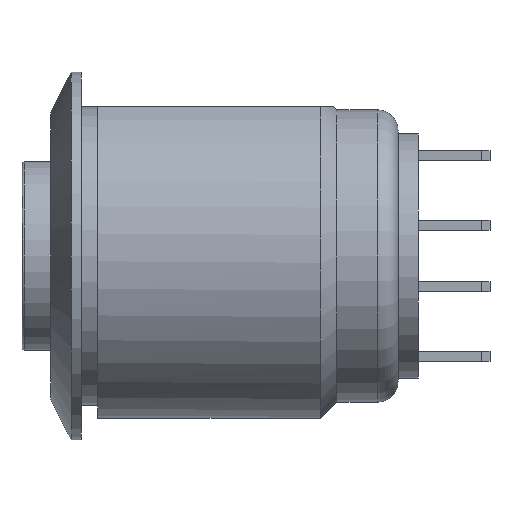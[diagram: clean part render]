
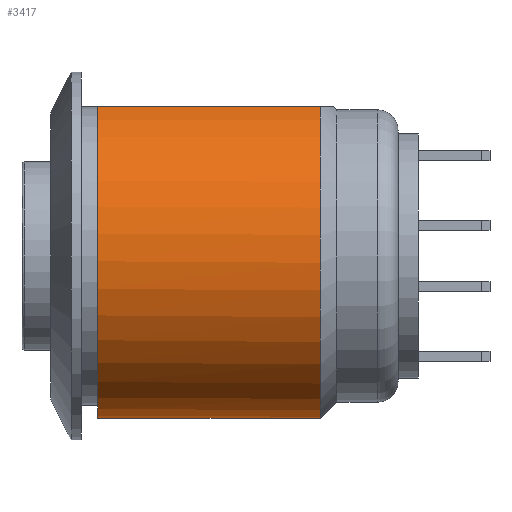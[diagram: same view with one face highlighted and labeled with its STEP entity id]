
A CAD part, front view. The second image highlights one B-rep face of the part: STEP entity #3417.
In plain terms, the highlighted cylindrical face has radius 7.95 mm (diameter 15.9 mm), a partial arc.
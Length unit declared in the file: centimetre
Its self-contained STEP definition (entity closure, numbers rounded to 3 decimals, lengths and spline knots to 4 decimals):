
#171=CYLINDRICAL_SURFACE('',#3630,0.795);
#253=CIRCLE('',#3623,0.795);
#256=CIRCLE('',#3626,0.795);
#257=CIRCLE('',#3628,0.795);
#439=FACE_OUTER_BOUND('',#660,.T.);
#660=EDGE_LOOP('',(#2978,#2979,#2980,#2981,#2982));
#1000=LINE('',#5937,#1333);
#1001=LINE('',#5938,#1334);
#1333=VECTOR('',#4303,1.);
#1334=VECTOR('',#4304,1.);
#1637=VERTEX_POINT('',#5916);
#1638=VERTEX_POINT('',#5917);
#1639=VERTEX_POINT('',#5921);
#1642=VERTEX_POINT('',#5930);
#1643=VERTEX_POINT('',#5932);
#2089=EDGE_CURVE('',#1638,#1639,#253,.T.);
#2093=EDGE_CURVE('',#1639,#1637,#256,.T.);
#2096=EDGE_CURVE('',#1642,#1643,#257,.T.);
#2097=EDGE_CURVE('',#1638,#1642,#1000,.T.);
#2098=EDGE_CURVE('',#1643,#1637,#1001,.T.);
#2978=ORIENTED_EDGE('',*,*,#2097,.T.);
#2979=ORIENTED_EDGE('',*,*,#2096,.T.);
#2980=ORIENTED_EDGE('',*,*,#2098,.T.);
#2981=ORIENTED_EDGE('',*,*,#2093,.F.);
#2982=ORIENTED_EDGE('',*,*,#2089,.F.);
#3417=ADVANCED_FACE('',(#439),#171,.T.);
#3623=AXIS2_PLACEMENT_3D('',#5922,#4284,#4285);
#3626=AXIS2_PLACEMENT_3D('',#5928,#4291,#4292);
#3628=AXIS2_PLACEMENT_3D('',#5934,#4297,#4298);
#3630=AXIS2_PLACEMENT_3D('',#5936,#4301,#4302);
#4284=DIRECTION('center_axis',(1.,0.,0.));
#4285=DIRECTION('ref_axis',(0.,-1.,0.));
#4291=DIRECTION('center_axis',(1.,0.,0.));
#4292=DIRECTION('ref_axis',(0.,-1.,0.));
#4297=DIRECTION('center_axis',(1.,0.,0.));
#4298=DIRECTION('ref_axis',(0.,-1.,0.));
#4301=DIRECTION('center_axis',(1.,0.,0.));
#4302=DIRECTION('ref_axis',(0.,0.,-1.));
#4303=DIRECTION('',(-1.,0.,0.));
#4304=DIRECTION('',(1.,0.,0.));
#5916=CARTESIAN_POINT('',(1.17,0.3148,0.73));
#5917=CARTESIAN_POINT('',(1.17,-0.3148,0.73));
#5921=CARTESIAN_POINT('',(1.17,0.795,0.));
#5922=CARTESIAN_POINT('Origin',(1.17,0.,0.));
#5928=CARTESIAN_POINT('Origin',(1.17,0.,0.));
#5930=CARTESIAN_POINT('',(0.08,-0.3148,0.73));
#5932=CARTESIAN_POINT('',(0.08,0.3148,0.73));
#5934=CARTESIAN_POINT('Origin',(0.08,0.,0.));
#5936=CARTESIAN_POINT('Origin',(0.,0.,0.));
#5937=CARTESIAN_POINT('',(0.,-0.3148,0.73));
#5938=CARTESIAN_POINT('',(0.,0.3148,0.73));
